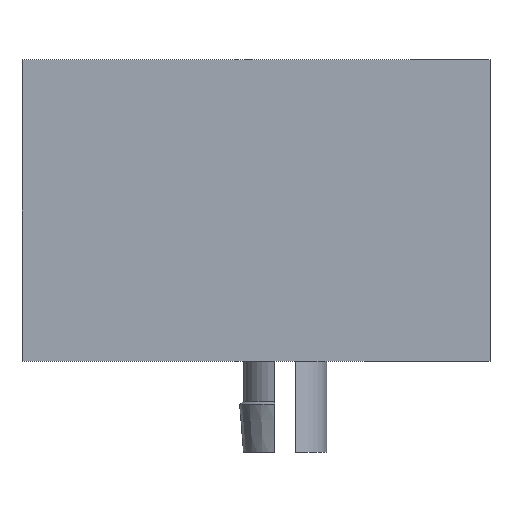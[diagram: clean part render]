
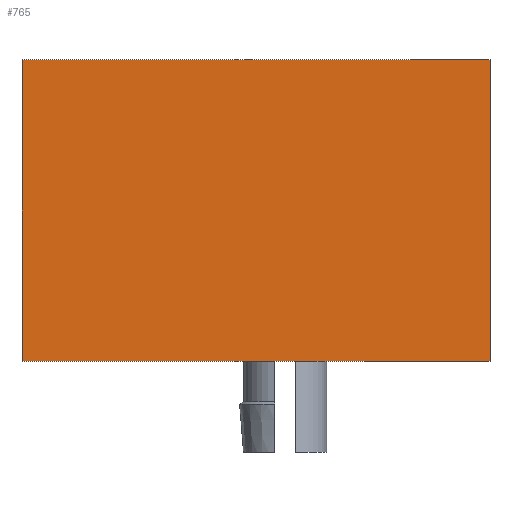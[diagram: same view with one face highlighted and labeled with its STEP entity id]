
A CAD part, left-side view. The second image highlights one B-rep face of the part: STEP entity #765.
In plain terms, the highlighted planar face has unit normal (-1, 0, 0).
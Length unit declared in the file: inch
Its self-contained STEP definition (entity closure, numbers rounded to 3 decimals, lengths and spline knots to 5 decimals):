
#71=FACE_OUTER_BOUND('',#113,.T.);
#113=EDGE_LOOP('',(#597,#598,#599,#600));
#189=LINE('',#1228,#277);
#191=LINE('',#1232,#279);
#192=LINE('',#1234,#280);
#193=LINE('',#1235,#281);
#277=VECTOR('',#989,0.45669);
#279=VECTOR('',#993,0.70866);
#280=VECTOR('',#994,0.45669);
#281=VECTOR('',#995,0.70866);
#363=VERTEX_POINT('',#1225);
#364=VERTEX_POINT('',#1227);
#365=VERTEX_POINT('',#1231);
#366=VERTEX_POINT('',#1233);
#453=EDGE_CURVE('',#364,#363,#189,.T.);
#455=EDGE_CURVE('',#365,#363,#191,.T.);
#456=EDGE_CURVE('',#366,#365,#192,.T.);
#457=EDGE_CURVE('',#364,#366,#193,.T.);
#597=ORIENTED_EDGE('',*,*,#453,.T.);
#598=ORIENTED_EDGE('',*,*,#455,.F.);
#599=ORIENTED_EDGE('',*,*,#456,.F.);
#600=ORIENTED_EDGE('',*,*,#457,.F.);
#727=PLANE('',#839);
#765=ADVANCED_FACE('',(#71),#727,.T.);
#839=AXIS2_PLACEMENT_3D('',#1230,#991,#992);
#989=DIRECTION('',(0.,0.,1.));
#991=DIRECTION('center_axis',(-1.,0.,0.));
#992=DIRECTION('ref_axis',(0.,0.,1.));
#993=DIRECTION('',(0.,-1.,0.));
#994=DIRECTION('',(0.,0.,1.));
#995=DIRECTION('',(0.,1.,0.));
#1225=CARTESIAN_POINT('',(-0.22047,0.,0.22835));
#1227=CARTESIAN_POINT('',(-0.22047,0.,-0.22835));
#1228=CARTESIAN_POINT('',(-0.22047,0.,-0.22835));
#1230=CARTESIAN_POINT('Origin',(-0.22047,0.,-0.22835));
#1231=CARTESIAN_POINT('',(-0.22047,0.70866,0.22835));
#1232=CARTESIAN_POINT('',(-0.22047,0.70866,0.22835));
#1233=CARTESIAN_POINT('',(-0.22047,0.70866,-0.22835));
#1234=CARTESIAN_POINT('',(-0.22047,0.70866,-0.22835));
#1235=CARTESIAN_POINT('',(-0.22047,0.,-0.22835));
